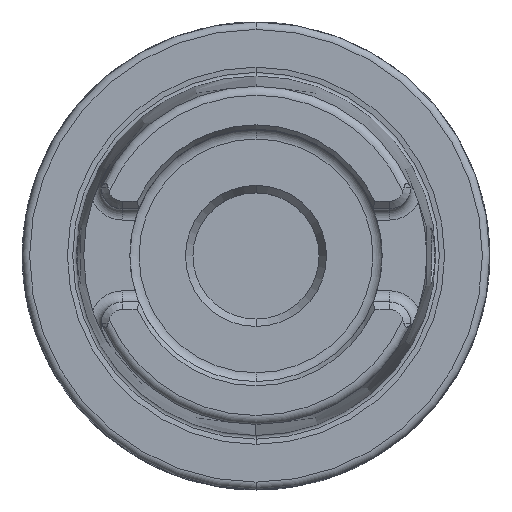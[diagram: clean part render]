
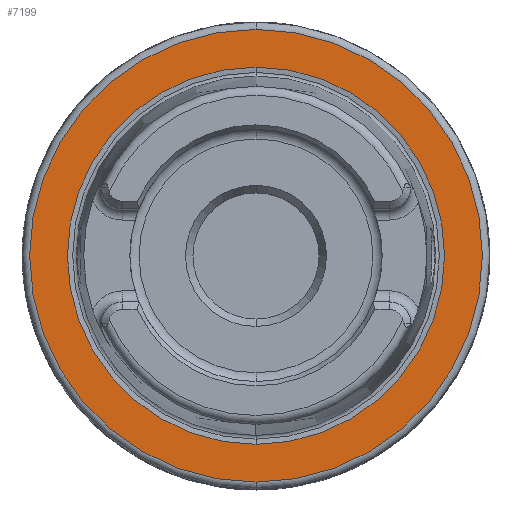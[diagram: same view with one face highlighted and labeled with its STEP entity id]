
A CAD part, top view. The second image highlights one B-rep face of the part: STEP entity #7199.
In plain terms, the highlighted planar face has unit normal (0, 0, 1).
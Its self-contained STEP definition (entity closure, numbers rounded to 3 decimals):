
#1264=CARTESIAN_POINT('',(0,0,26));
#1265=DIRECTION('',(0,0,-1));
#1266=DIRECTION('',(0,1,0));
#1267=AXIS2_PLACEMENT_3D('',#1264,#1265,#1266);
#1277=CARTESIAN_POINT('',(0,0,26));
#1278=DIRECTION('',(0,0,1));
#1279=DIRECTION('',(0,1,0));
#1280=AXIS2_PLACEMENT_3D('',#1277,#1278,#1279);
#1282=CARTESIAN_POINT('',(0,0,26));
#1283=DIRECTION('',(0,0,1));
#1284=DIRECTION('',(0,1,0));
#1285=AXIS2_PLACEMENT_3D('',#1282,#1283,#1284);
#1287=CARTESIAN_POINT('',(0,0,26));
#1288=DIRECTION('',(0,0,1));
#1289=DIRECTION('',(0,-1,0));
#1290=AXIS2_PLACEMENT_3D('',#1287,#1288,#1289);
#5093=CARTESIAN_POINT('',(0,25.409,26));
#5095=VERTEX_POINT('',#5093);
#5129=CARTESIAN_POINT('',(0,-25.409,26));
#5131=VERTEX_POINT('',#5129);
#5195=CARTESIAN_POINT('',(0,30.5,26));
#5196=CARTESIAN_POINT('',(0,-30.5,26));
#5197=VERTEX_POINT('',#5195);
#5198=VERTEX_POINT('',#5196);
#7184=CARTESIAN_POINT('',(0,0,26));
#7185=DIRECTION('',(0,0,-1));
#7186=DIRECTION('',(0,-1,0));
#7187=AXIS2_PLACEMENT_3D('',#7184,#7185,#7186);
#7188=PLANE('',#7187);
#7190=ORIENTED_EDGE('',*,*,#7189,.F.);
#7192=ORIENTED_EDGE('',*,*,#7191,.F.);
#7193=EDGE_LOOP('',(#7190,#7192));
#7194=FACE_OUTER_BOUND('',#7193,.F.);
#7195=ORIENTED_EDGE('',*,*,#7179,.T.);
#7196=ORIENTED_EDGE('',*,*,#7163,.F.);
#7197=EDGE_LOOP('',(#7195,#7196));
#7198=FACE_BOUND('',#7197,.F.);
#7199=ADVANCED_FACE('',(#7194,#7198),#7188,.F.);
#1268=CIRCLE('',#1267,25.409);
#1281=CIRCLE('',#1280,25.409);
#1286=CIRCLE('',#1285,30.5);
#1291=CIRCLE('',#1290,30.5);
#7163=EDGE_CURVE('',#5095,#5131,#1268,.T.);
#7179=EDGE_CURVE('',#5095,#5131,#1281,.T.);
#7189=EDGE_CURVE('',#5197,#5198,#1286,.T.);
#7191=EDGE_CURVE('',#5198,#5197,#1291,.T.);
